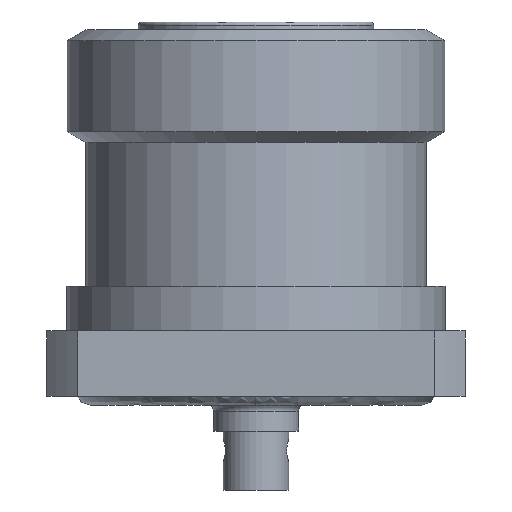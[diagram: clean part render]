
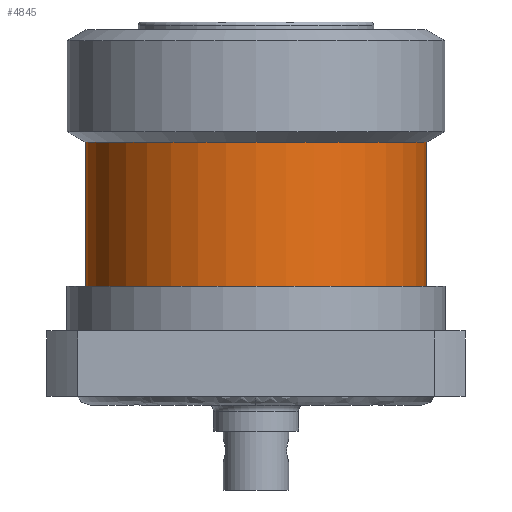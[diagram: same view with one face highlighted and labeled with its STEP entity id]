
A CAD part, front view. The second image highlights one B-rep face of the part: STEP entity #4845.
In plain terms, the highlighted cylindrical face has radius 13 mm (diameter 26 mm), a partial arc.
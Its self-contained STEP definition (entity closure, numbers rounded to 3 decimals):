
#22 = EDGE_CURVE ( 'NONE', #2155, #4113, #1216, .T. ) ;
#56 = EDGE_CURVE ( 'NONE', #371, #4113, #1950, .T. ) ;
#134 = DIRECTION ( 'NONE',  ( 1., 0., 0. ) ) ;
#179 = LINE ( 'NONE', #5167, #2774 ) ;
#205 = CARTESIAN_POINT ( 'NONE',  ( 0., 0., -9.2 ) ) ;
#294 = DIRECTION ( 'NONE',  ( 0., 0., 1. ) ) ;
#371 = VERTEX_POINT ( 'NONE', #5476 ) ;
#670 = CYLINDRICAL_SURFACE ( 'NONE', #4372, 13. ) ;
#765 = EDGE_CURVE ( 'NONE', #5045, #2155, #2460, .T. ) ;
#937 = CARTESIAN_POINT ( 'NONE',  ( 13., 0., -9.2 ) ) ;
#1216 = LINE ( 'NONE', #3303, #6562 ) ;
#1526 = CARTESIAN_POINT ( 'NONE',  ( 0., 0., 1.82 ) ) ;
#1597 = DIRECTION ( 'NONE',  ( 0., 0., 1. ) ) ;
#1687 = EDGE_LOOP ( 'NONE', ( #5285, #6234, #4884, #3155 ) ) ;
#1950 = CIRCLE ( 'NONE', #5321, 13. ) ;
#2038 = DIRECTION ( 'NONE',  ( 0., 0., 1. ) ) ;
#2155 = VERTEX_POINT ( 'NONE', #5505 ) ;
#2460 = CIRCLE ( 'NONE', #3917, 13. ) ;
#2774 = VECTOR ( 'NONE', #2038, 1000. ) ;
#3155 = ORIENTED_EDGE ( 'NONE', *, *, #56, .F. ) ;
#3188 = DIRECTION ( 'NONE',  ( 1., 0., 0. ) ) ;
#3303 = CARTESIAN_POINT ( 'NONE',  ( 13., 0., 1.82 ) ) ;
#3825 = DIRECTION ( 'NONE',  ( 1., 0., 0. ) ) ;
#3909 = FACE_OUTER_BOUND ( 'NONE', #1687, .T. ) ;
#3917 = AXIS2_PLACEMENT_3D ( 'NONE', #4703, #5583, #134 ) ;
#4113 = VERTEX_POINT ( 'NONE', #937 ) ;
#4372 = AXIS2_PLACEMENT_3D ( 'NONE', #1526, #1597, #3188 ) ;
#4493 = CARTESIAN_POINT ( 'NONE',  ( -13., 0., -20.2 ) ) ;
#4703 = CARTESIAN_POINT ( 'NONE',  ( 0., 0., -20.2 ) ) ;
#4845 = ADVANCED_FACE ( 'NONE', ( #3909 ), #670, .T. ) ;
#4884 = ORIENTED_EDGE ( 'NONE', *, *, #22, .T. ) ;
#4905 = EDGE_CURVE ( 'NONE', #5045, #371, #179, .T. ) ;
#5045 = VERTEX_POINT ( 'NONE', #4493 ) ;
#5167 = CARTESIAN_POINT ( 'NONE',  ( -13., 0., 1.82 ) ) ;
#5285 = ORIENTED_EDGE ( 'NONE', *, *, #4905, .F. ) ;
#5321 = AXIS2_PLACEMENT_3D ( 'NONE', #205, #294, #3825 ) ;
#5476 = CARTESIAN_POINT ( 'NONE',  ( -13., 0., -9.2 ) ) ;
#5505 = CARTESIAN_POINT ( 'NONE',  ( 13., 0., -20.2 ) ) ;
#5583 = DIRECTION ( 'NONE',  ( 0., 0., 1. ) ) ;
#5955 = DIRECTION ( 'NONE',  ( 0., 0., 1. ) ) ;
#6234 = ORIENTED_EDGE ( 'NONE', *, *, #765, .T. ) ;
#6562 = VECTOR ( 'NONE', #5955, 1000. ) ;
